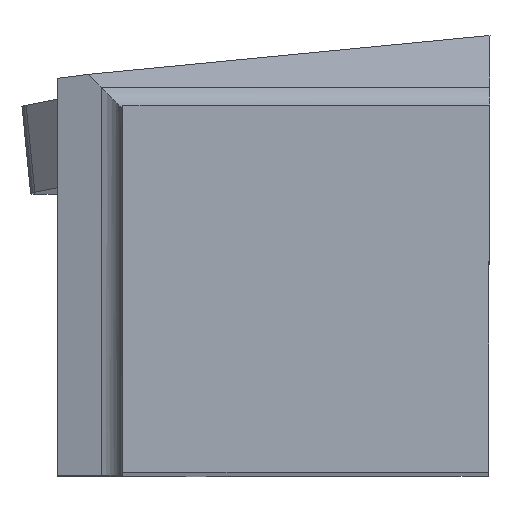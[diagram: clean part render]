
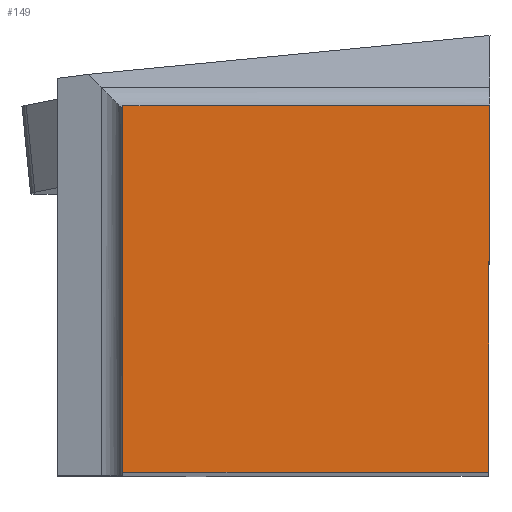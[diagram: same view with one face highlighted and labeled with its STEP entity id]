
A CAD part, top view. The second image highlights one B-rep face of the part: STEP entity #149.
In plain terms, the highlighted planar face has unit normal (0, 0, 1).
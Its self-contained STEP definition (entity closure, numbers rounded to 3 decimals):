
#120=FACE_OUTER_BOUND('',#329,.T.);
#149=ADVANCED_FACE('SHANK_FACE_BACK',(#120),#175,.F.);
#175=PLANE('',#727);
#221=LINE('',#1091,#278);
#225=LINE('',#1103,#282);
#229=LINE('',#1110,#286);
#230=LINE('',#1112,#287);
#278=VECTOR('',#848,1.);
#282=VECTOR('',#858,1.);
#286=VECTOR('',#866,1.);
#287=VECTOR('',#867,1.);
#329=EDGE_LOOP('',(#439,#440,#441,#442));
#439=ORIENTED_EDGE('',*,*,#600,.F.);
#440=ORIENTED_EDGE('',*,*,#590,.T.);
#441=ORIENTED_EDGE('',*,*,#596,.T.);
#442=ORIENTED_EDGE('',*,*,#601,.F.);
#528=VERTEX_POINT('',#1090);
#529=VERTEX_POINT('',#1092);
#533=VERTEX_POINT('',#1102);
#535=VERTEX_POINT('',#1111);
#590=EDGE_CURVE('',#529,#528,#221,.T.);
#596=EDGE_CURVE('',#528,#533,#225,.T.);
#600=EDGE_CURVE('',#529,#535,#229,.T.);
#601=EDGE_CURVE('',#535,#533,#230,.T.);
#727=AXIS2_PLACEMENT_3D('',#1113,#868,#869);
#848=DIRECTION('',(1.,0.,0.));
#858=DIRECTION('',(0.004,1.,0.));
#866=DIRECTION('',(0.,1.,0.));
#867=DIRECTION('',(1.,0.,0.));
#868=DIRECTION('',(0.,0.,-1.));
#869=DIRECTION('',(0.098,-0.995,0.));
#1090=CARTESIAN_POINT('',(-0.087,0.,0.));
#1091=CARTESIAN_POINT('',(-41.725,0.,0.));
#1092=CARTESIAN_POINT('',(-19.875,0.,0.));
#1102=CARTESIAN_POINT('',(0.,19.875,0.));
#1103=CARTESIAN_POINT('',(-0.689,-137.944,0.));
#1110=CARTESIAN_POINT('',(-19.875,-6.494,0.));
#1111=CARTESIAN_POINT('',(-19.875,19.875,0.));
#1112=CARTESIAN_POINT('',(-41.725,19.875,0.));
#1113=CARTESIAN_POINT('',(0.,0.,0.));
